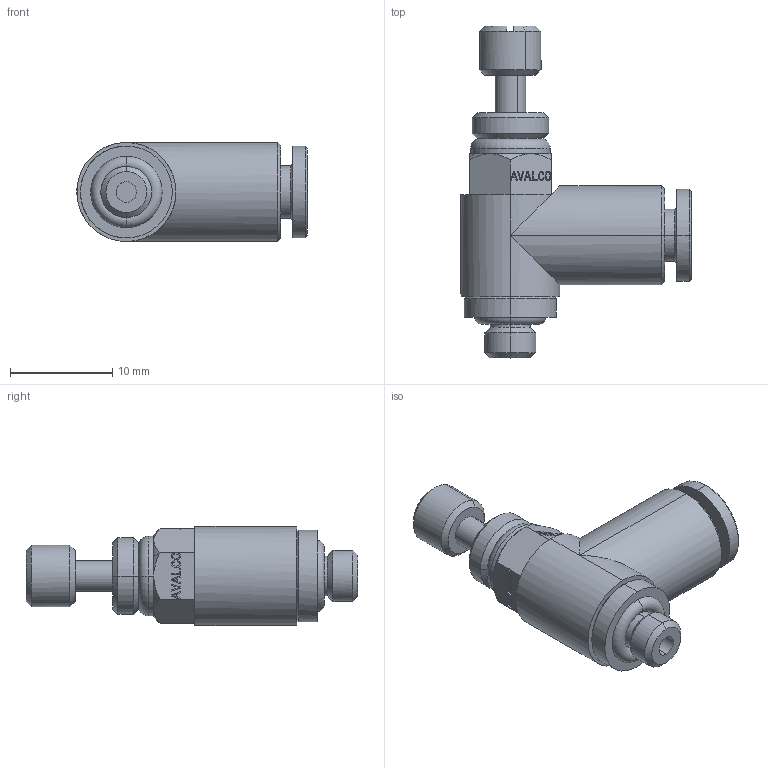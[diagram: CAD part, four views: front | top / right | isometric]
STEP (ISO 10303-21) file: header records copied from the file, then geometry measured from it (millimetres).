
FILE_DESCRIPTION(('CATIA V5 STEP Exchange'),'2;1');
FILE_NAME('INMC20-PR05M5H.stp','2019-01-10T11:48:01+00:00',('none'),('none'),'CATIA Version 5 Release 21 GA (IN-10)','CATIA V5 STEP AP203','none');
FILE_SCHEMA(('CONFIG_CONTROL_DESIGN'));
Length unit declared in the file: millimetre
Products named in the file (1): INMC20-PR05M5H
Bounding box: 22.55 x 32.5 x 9.7 mm (x, y, z)
Volume: 2215.6 mm3; surface area: 1695.2 mm2
Topology: 1 solids, 3 shells, 436 faces, 1134 edges, 743 vertices
Faces by surface type: plane 367, cylinder 33, cone 32, torus 4
Entity records: 12887 total; most frequent: CARTESIAN_POINT 2559, ORIENTED_EDGE 2268, DIRECTION 1805, EDGE_CURVE 1134, VECTOR 1005, LINE 1005, VERTEX_POINT 743, EDGE_LOOP 475
